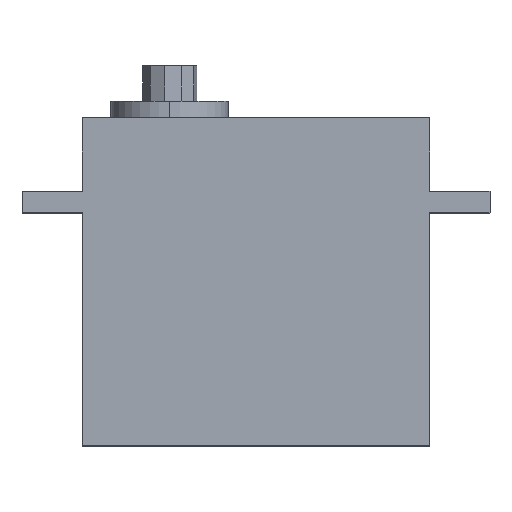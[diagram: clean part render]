
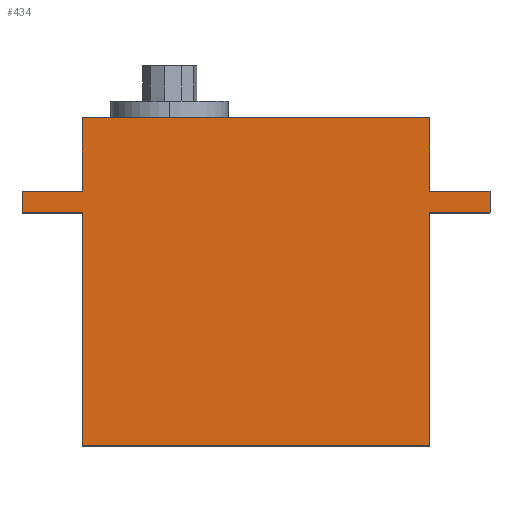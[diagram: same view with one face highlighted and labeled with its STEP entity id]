
A CAD part, top view. The second image highlights one B-rep face of the part: STEP entity #434.
In plain terms, the highlighted planar face has unit normal (0, 0, 1).
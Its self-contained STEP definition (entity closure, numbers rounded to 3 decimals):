
#23 = VERTEX_POINT ( 'NONE', #787 ) ;
#32 = CARTESIAN_POINT ( 'NONE',  ( -18.877, 38., 6.942 ) ) ;
#33 = ORIENTED_EDGE ( 'NONE', *, *, #450, .F. ) ;
#35 = FACE_OUTER_BOUND ( 'NONE', #146, .T. ) ;
#39 = DIRECTION ( 'NONE',  ( 1., 0., 0. ) ) ;
#50 = DIRECTION ( 'NONE',  ( 0., -1., 0. ) ) ;
#51 = VERTEX_POINT ( 'NONE', #515 ) ;
#69 = CARTESIAN_POINT ( 'NONE',  ( -53.033, 29.5, 6.942 ) ) ;
#86 = VECTOR ( 'NONE', #529, 1000. ) ;
#94 = VECTOR ( 'NONE', #457, 1000. ) ;
#97 = LINE ( 'NONE', #811, #455 ) ;
#105 = VECTOR ( 'NONE', #188, 1000. ) ;
#114 = ORIENTED_EDGE ( 'NONE', *, *, #471, .F. ) ;
#115 = LINE ( 'NONE', #513, #556 ) ;
#121 = CARTESIAN_POINT ( 'NONE',  ( -25.877, 29.5, 6.942 ) ) ;
#125 = VERTEX_POINT ( 'NONE', #874 ) ;
#130 = LINE ( 'NONE', #69, #357 ) ;
#146 = EDGE_LOOP ( 'NONE', ( #765, #711, #240, #337, #114, #33, #599, #317, #878, #614, #540, #159 ) ) ;
#152 = LINE ( 'NONE', #534, #86 ) ;
#159 = ORIENTED_EDGE ( 'NONE', *, *, #508, .T. ) ;
#164 = DIRECTION ( 'NONE',  ( 1., 0., 0. ) ) ;
#169 = DIRECTION ( 'NONE',  ( 0., -1., 0. ) ) ;
#178 = DIRECTION ( 'NONE',  ( -1., 0., 0. ) ) ;
#184 = CARTESIAN_POINT ( 'NONE',  ( -18.877, 0., 6.942 ) ) ;
#186 = EDGE_CURVE ( 'NONE', #125, #768, #97, .T. ) ;
#188 = DIRECTION ( 'NONE',  ( 1., 0., 0. ) ) ;
#205 = LINE ( 'NONE', #517, #713 ) ;
#207 = EDGE_CURVE ( 'NONE', #776, #215, #152, .T. ) ;
#213 = VERTEX_POINT ( 'NONE', #184 ) ;
#215 = VERTEX_POINT ( 'NONE', #739 ) ;
#228 = LINE ( 'NONE', #784, #389 ) ;
#230 = CARTESIAN_POINT ( 'NONE',  ( -18.877, 27., 6.942 ) ) ;
#240 = ORIENTED_EDGE ( 'NONE', *, *, #782, .F. ) ;
#246 = DIRECTION ( 'NONE',  ( 1., 0., 0. ) ) ;
#268 = CARTESIAN_POINT ( 'NONE',  ( -53.033, 27., 6.942 ) ) ;
#270 = CARTESIAN_POINT ( 'NONE',  ( 21.323, 38., 6.942 ) ) ;
#272 = CARTESIAN_POINT ( 'NONE',  ( 21.323, 27., 6.942 ) ) ;
#282 = EDGE_CURVE ( 'NONE', #397, #768, #130, .T. ) ;
#295 = DIRECTION ( 'NONE',  ( 0., -1., 0. ) ) ;
#303 = EDGE_CURVE ( 'NONE', #23, #547, #849, .T. ) ;
#310 = LINE ( 'NONE', #823, #726 ) ;
#317 = ORIENTED_EDGE ( 'NONE', *, *, #282, .F. ) ;
#329 = EDGE_CURVE ( 'NONE', #339, #213, #228, .T. ) ;
#337 = ORIENTED_EDGE ( 'NONE', *, *, #303, .F. ) ;
#339 = VERTEX_POINT ( 'NONE', #230 ) ;
#357 = VECTOR ( 'NONE', #845, 1000. ) ;
#389 = VECTOR ( 'NONE', #493, 1000. ) ;
#397 = VERTEX_POINT ( 'NONE', #719 ) ;
#409 = LINE ( 'NONE', #268, #105 ) ;
#419 = EDGE_CURVE ( 'NONE', #776, #51, #495, .T. ) ;
#428 = VERTEX_POINT ( 'NONE', #796 ) ;
#434 = ADVANCED_FACE ( 'NONE', ( #35 ), #446, .F. ) ;
#446 = PLANE ( 'NONE',  #693 ) ;
#448 = DIRECTION ( 'NONE',  ( 0., -1., 0. ) ) ;
#449 = CARTESIAN_POINT ( 'NONE',  ( 28.323, 29.5, 6.942 ) ) ;
#450 = EDGE_CURVE ( 'NONE', #125, #563, #751, .T. ) ;
#455 = VECTOR ( 'NONE', #50, 1000. ) ;
#457 = DIRECTION ( 'NONE',  ( 0., 1., 0. ) ) ;
#471 = EDGE_CURVE ( 'NONE', #563, #23, #115, .T. ) ;
#493 = DIRECTION ( 'NONE',  ( 0., -1., 0. ) ) ;
#495 = LINE ( 'NONE', #863, #760 ) ;
#501 = CARTESIAN_POINT ( 'NONE',  ( -53.033, 29.5, 6.942 ) ) ;
#508 = EDGE_CURVE ( 'NONE', #213, #51, #205, .T. ) ;
#513 = CARTESIAN_POINT ( 'NONE',  ( 21.323, 38., 6.942 ) ) ;
#515 = CARTESIAN_POINT ( 'NONE',  ( 21.323, 0., 6.942 ) ) ;
#517 = CARTESIAN_POINT ( 'NONE',  ( -18.877, 0., 6.942 ) ) ;
#528 = EDGE_CURVE ( 'NONE', #428, #397, #577, .T. ) ;
#529 = DIRECTION ( 'NONE',  ( 1., 0., 0. ) ) ;
#534 = CARTESIAN_POINT ( 'NONE',  ( -53.033, 27., 6.942 ) ) ;
#540 = ORIENTED_EDGE ( 'NONE', *, *, #329, .T. ) ;
#547 = VERTEX_POINT ( 'NONE', #449 ) ;
#556 = VECTOR ( 'NONE', #169, 1000. ) ;
#563 = VERTEX_POINT ( 'NONE', #270 ) ;
#577 = LINE ( 'NONE', #121, #94 ) ;
#587 = VECTOR ( 'NONE', #164, 1000. ) ;
#599 = ORIENTED_EDGE ( 'NONE', *, *, #186, .T. ) ;
#614 = ORIENTED_EDGE ( 'NONE', *, *, #655, .T. ) ;
#619 = CARTESIAN_POINT ( 'NONE',  ( -18.877, 29.5, 6.942 ) ) ;
#655 = EDGE_CURVE ( 'NONE', #428, #339, #409, .T. ) ;
#662 = DIRECTION ( 'NONE',  ( 0., 0., -1. ) ) ;
#693 = AXIS2_PLACEMENT_3D ( 'NONE', #732, #662, #178 ) ;
#711 = ORIENTED_EDGE ( 'NONE', *, *, #207, .T. ) ;
#713 = VECTOR ( 'NONE', #246, 1000. ) ;
#719 = CARTESIAN_POINT ( 'NONE',  ( -25.877, 29.5, 6.942 ) ) ;
#726 = VECTOR ( 'NONE', #295, 1000. ) ;
#732 = CARTESIAN_POINT ( 'NONE',  ( -18.877, 38., 6.942 ) ) ;
#739 = CARTESIAN_POINT ( 'NONE',  ( 28.323, 27., 6.942 ) ) ;
#751 = LINE ( 'NONE', #32, #831 ) ;
#760 = VECTOR ( 'NONE', #448, 1000. ) ;
#765 = ORIENTED_EDGE ( 'NONE', *, *, #419, .F. ) ;
#768 = VERTEX_POINT ( 'NONE', #619 ) ;
#776 = VERTEX_POINT ( 'NONE', #272 ) ;
#782 = EDGE_CURVE ( 'NONE', #547, #215, #310, .T. ) ;
#784 = CARTESIAN_POINT ( 'NONE',  ( -18.877, 38., 6.942 ) ) ;
#787 = CARTESIAN_POINT ( 'NONE',  ( 21.323, 29.5, 6.942 ) ) ;
#796 = CARTESIAN_POINT ( 'NONE',  ( -25.877, 27., 6.942 ) ) ;
#811 = CARTESIAN_POINT ( 'NONE',  ( -18.877, 38., 6.942 ) ) ;
#823 = CARTESIAN_POINT ( 'NONE',  ( 28.323, 29.5, 6.942 ) ) ;
#831 = VECTOR ( 'NONE', #39, 1000. ) ;
#845 = DIRECTION ( 'NONE',  ( 1., 0., 0. ) ) ;
#849 = LINE ( 'NONE', #501, #587 ) ;
#863 = CARTESIAN_POINT ( 'NONE',  ( 21.323, 38., 6.942 ) ) ;
#874 = CARTESIAN_POINT ( 'NONE',  ( -18.877, 38., 6.942 ) ) ;
#878 = ORIENTED_EDGE ( 'NONE', *, *, #528, .F. ) ;
